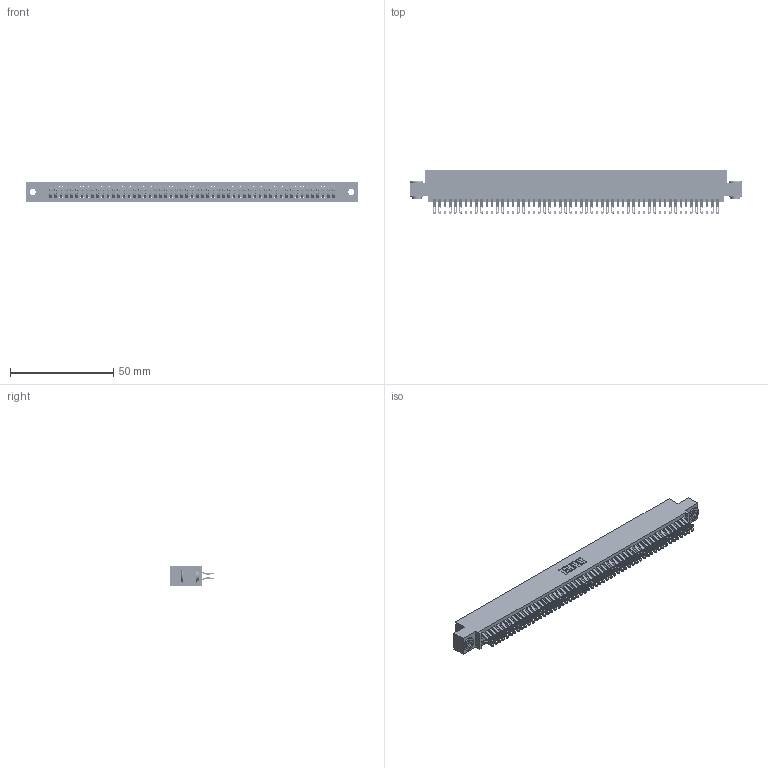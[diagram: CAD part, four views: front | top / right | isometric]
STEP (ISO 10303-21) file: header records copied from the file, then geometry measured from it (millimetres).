
FILE_DESCRIPTION (( 'STEP AP203' ), '1' );
FILE_NAME ('395-110-555-503.STEP', '2019-10-27T11:38:21', ( '' ), ( '' ), 'SwSTEP 2.0', 'SolidWorks 2016', '' );
FILE_SCHEMA (( 'CONFIG_CONTROL_DESIGN' ));
Length unit declared in the file: inch
Products named in the file (4): 345 Part_0.110 Offset - 0.156 Dia-TH; 345-292-001_555 Tail; 345-250-002_345-250-002-102; 395-110-555-503
Assembly tree (113 placements, depth 2):
  395-110-555-503
    345 Part_0.110 Offset - 0.156 Dia-TH
    345-292-001_555 Tail  x110
    345-250-002_345-250-002-102  x2
Bounding box: 160.91 x 21.13 x 9.4 mm (x, y, z)
Volume: 16016.6 mm3; surface area: 25334.5 mm2
Topology: 113 solids, 113 shells, 6328 faces, 19899 edges, 13262 vertices
Faces by surface type: plane 3504, cylinder 2816, cone 8
Entity records: 42512 total; most frequent: CARTESIAN_POINT 7125, ORIENTED_EDGE 7022, DIRECTION 6265, EDGE_CURVE 3511, VECTOR 3115, LINE 3115, VERTEX_POINT 2338, AXIS2_PLACEMENT_3D 1575
